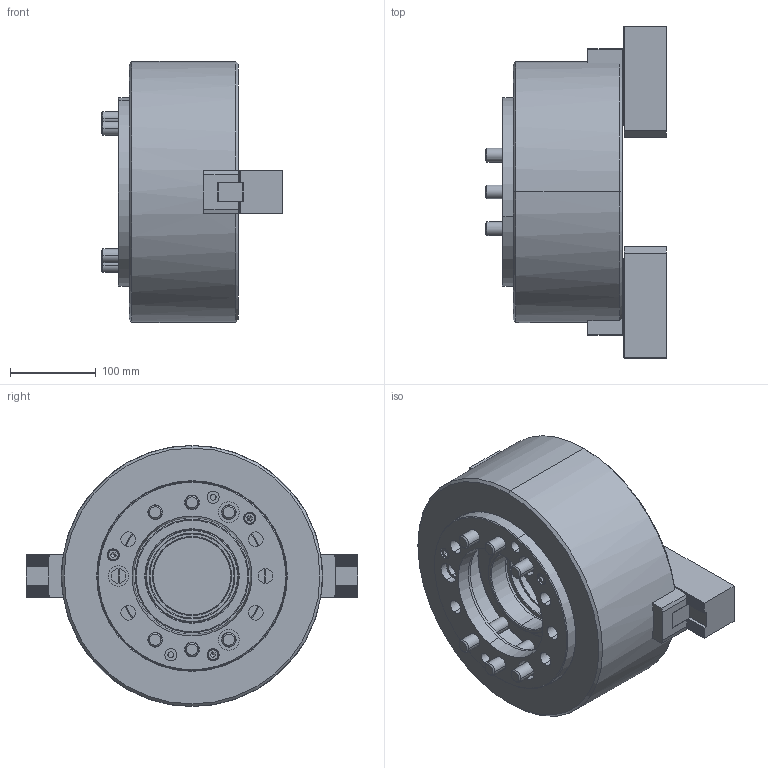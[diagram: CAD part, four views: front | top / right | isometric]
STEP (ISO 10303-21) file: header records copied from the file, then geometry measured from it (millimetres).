
FILE_DESCRIPTION (( 'STEP AP203' ), '1' );
FILE_NAME ('CF-2L-12A8.STEP', '2021-08-23T07:35:58', ( '' ), ( '' ), 'SwSTEP 2.0', 'SolidWorks 2016', '' );
FILE_SCHEMA (( 'CONFIG_CONTROL_DESIGN' ));
Length unit declared in the file: millimetre
Products named in the file (14): CF-2L-12A8; CF-3H-12-08000 ; CF-3H-12-04000(T型塊); SJ-12H; 圓頭內六角螺栓_M16x40; CF-2L-12-01000; 圓頭內六角螺栓_M16x140; CF-3L-12-02000; 半圓頭六角孔螺栓_M5x10; CF-3L-12-03000; CF-3H-10-11000-A8法蘭; CF-3L-12-06000; 圓頭內六角螺栓_M8x20; CF-3L-12-09000
Assembly tree (28 placements, depth 2):
  CF-2L-12A8
    CF-2L-12-01000
    CF-3L-12-02000
    CF-3L-12-03000  x2
    CF-3L-12-06000
    CF-3L-12-09000
    CF-3H-12-08000 
    CF-3H-12-04000(T型塊)  x2
    SJ-12H  x2
    圓頭內六角螺栓_M16x40  x4
    圓頭內六角螺栓_M16x140  x6
    半圓頭六角孔螺栓_M5x10  x3
    CF-3H-10-11000-A8法蘭
    圓頭內六角螺栓_M8x20  x3
Bounding box: 210.3 x 386.5 x 304 mm (x, y, z)
Volume: 8774129 mm3; surface area: 815633 mm2
Topology: 28 solids, 28 shells, 2810 faces, 7891 edges, 5174 vertices
Faces by surface type: plane 1902, cylinder 747, cone 149, torus 12
Entity records: 47624 total; most frequent: CARTESIAN_POINT 9688, ORIENTED_EDGE 8034, DIRECTION 6910, EDGE_CURVE 4017, VECTOR 3010, LINE 3010, VERTEX_POINT 2648, AXIS2_PLACEMENT_3D 1950
